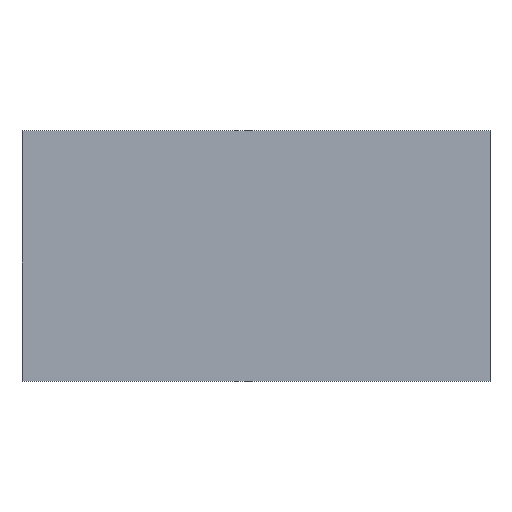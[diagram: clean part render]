
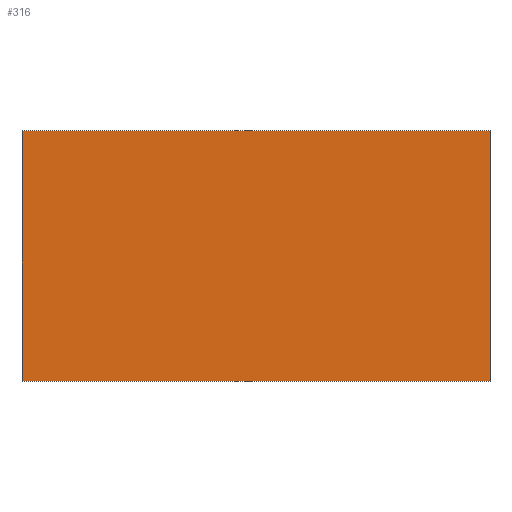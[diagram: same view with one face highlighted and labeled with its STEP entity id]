
A CAD part, top view. The second image highlights one B-rep face of the part: STEP entity #316.
In plain terms, the highlighted planar face has unit normal (0, 0, 1).
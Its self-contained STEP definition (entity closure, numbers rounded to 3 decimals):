
#280=AXIS2_PLACEMENT_3D('Plane Axis2P3D',#277,#278,#279) ;
#277=CARTESIAN_POINT('Axis2P3D Location',(0.,4.5,2.9)) ;
#282=CARTESIAN_POINT('Line Origine',(8.4,9.,2.9)) ;
#286=CARTESIAN_POINT('Vertex',(16.8,9.,2.9)) ;
#288=CARTESIAN_POINT('Vertex',(0.,9.,2.9)) ;
#291=CARTESIAN_POINT('Line Origine',(0.,4.5,2.9)) ;
#295=CARTESIAN_POINT('Vertex',(0.,0.,2.9)) ;
#298=CARTESIAN_POINT('Line Origine',(8.4,0.,2.9)) ;
#302=CARTESIAN_POINT('Vertex',(16.8,0.,2.9)) ;
#305=CARTESIAN_POINT('Line Origine',(16.8,4.5,2.9)) ;
#278=DIRECTION('Axis2P3D Direction',(0.,0.,1.)) ;
#279=DIRECTION('Axis2P3D XDirection',(0.,-1.,0.)) ;
#283=DIRECTION('Vector Direction',(-1.,0.,0.)) ;
#292=DIRECTION('Vector Direction',(0.,1.,0.)) ;
#299=DIRECTION('Vector Direction',(1.,0.,0.)) ;
#306=DIRECTION('Vector Direction',(0.,-1.,0.)) ;
#284=VECTOR('Line Direction',#283,1.) ;
#293=VECTOR('Line Direction',#292,1.) ;
#300=VECTOR('Line Direction',#299,1.) ;
#307=VECTOR('Line Direction',#306,1.) ;
#311=ORIENTED_EDGE('',*,*,#290,.T.) ;
#312=ORIENTED_EDGE('',*,*,#297,.T.) ;
#313=ORIENTED_EDGE('',*,*,#304,.T.) ;
#314=ORIENTED_EDGE('',*,*,#309,.T.) ;
#316=ADVANCED_FACE('S3D gedreht',(#315),#281,.T.) ;
#290=EDGE_CURVE('',#287,#289,#285,.T.) ;
#297=EDGE_CURVE('',#289,#296,#294,.F.) ;
#304=EDGE_CURVE('',#296,#303,#301,.T.) ;
#309=EDGE_CURVE('',#303,#287,#308,.F.) ;
#310=EDGE_LOOP('',(#311,#312,#313,#314)) ;
#315=FACE_OUTER_BOUND('',#310,.T.) ;
#285=LINE('Line',#282,#284) ;
#294=LINE('Line',#291,#293) ;
#301=LINE('Line',#298,#300) ;
#308=LINE('Line',#305,#307) ;
#281=PLANE('',#280) ;
#287=VERTEX_POINT('',#286) ;
#289=VERTEX_POINT('',#288) ;
#296=VERTEX_POINT('',#295) ;
#303=VERTEX_POINT('',#302) ;
